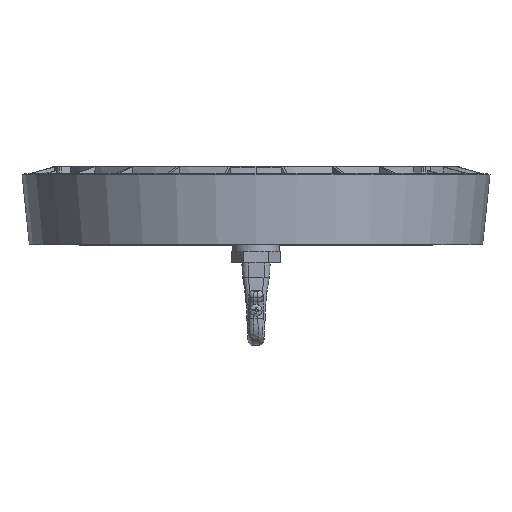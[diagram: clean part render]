
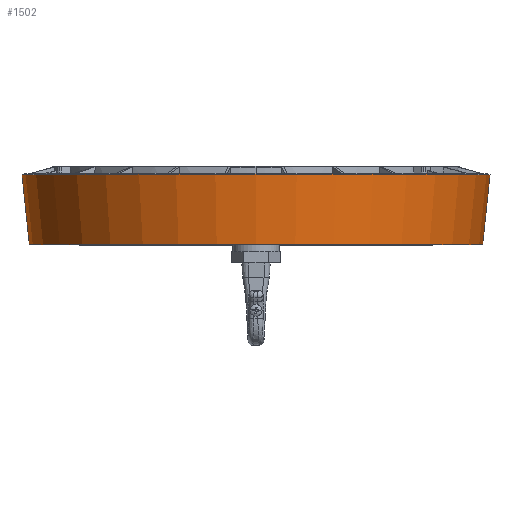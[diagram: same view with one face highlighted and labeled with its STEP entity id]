
A CAD part, top view. The second image highlights one B-rep face of the part: STEP entity #1502.
In plain terms, the highlighted conical face has half-angle 6 degrees and reference radius 150.562 mm.
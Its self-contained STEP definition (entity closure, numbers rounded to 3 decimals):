
#16 = AXIS2_PLACEMENT_3D ( 'NONE', #15053, #13720, #4712 ) ;
#319 = DIRECTION ( 'NONE',  ( 0., 0., 1. ) ) ;
#943 = CARTESIAN_POINT ( 'NONE',  ( -150.562, 0., -57.671 ) ) ;
#1007 = ORIENTED_EDGE ( 'NONE', *, *, #3264, .F. ) ;
#1129 = FACE_BOUND ( 'NONE', #12568, .T. ) ;
#1484 = CONICAL_SURFACE ( 'NONE', #12759, 150.562, 0.105 ) ;
#1502 = ADVANCED_FACE ( 'NONE', ( #2292, #1129 ), #1484, .T. ) ;
#1851 = CARTESIAN_POINT ( 'NONE',  ( 0., 0., -57.671 ) ) ;
#2292 = FACE_OUTER_BOUND ( 'NONE', #5333, .T. ) ;
#2378 = CIRCLE ( 'NONE', #13049, 150.562 ) ;
#2909 = ORIENTED_EDGE ( 'NONE', *, *, #5586, .T. ) ;
#3264 = EDGE_CURVE ( 'NONE', #14021, #14021, #2378, .T. ) ;
#4712 = DIRECTION ( 'NONE',  ( -1., 0., 0. ) ) ;
#5333 = EDGE_LOOP ( 'NONE', ( #2909 ) ) ;
#5586 = EDGE_CURVE ( 'NONE', #7021, #7021, #7918, .T. ) ;
#7021 = VERTEX_POINT ( 'NONE', #11145 ) ;
#7533 = DIRECTION ( 'NONE',  ( -1., 0., 0. ) ) ;
#7918 = CIRCLE ( 'NONE', #16, 155.455 ) ;
#9908 = DIRECTION ( 'NONE',  ( 1., 0., 0. ) ) ;
#11145 = CARTESIAN_POINT ( 'NONE',  ( -155.455, 0., -104.229 ) ) ;
#12568 = EDGE_LOOP ( 'NONE', ( #1007 ) ) ;
#12759 = AXIS2_PLACEMENT_3D ( 'NONE', #12790, #18590, #9908 ) ;
#12790 = CARTESIAN_POINT ( 'NONE',  ( 0., 0., -57.671 ) ) ;
#13049 = AXIS2_PLACEMENT_3D ( 'NONE', #1851, #319, #7533 ) ;
#13720 = DIRECTION ( 'NONE',  ( 0., 0., 1. ) ) ;
#14021 = VERTEX_POINT ( 'NONE', #943 ) ;
#15053 = CARTESIAN_POINT ( 'NONE',  ( 0., 0., -104.229 ) ) ;
#18590 = DIRECTION ( 'NONE',  ( 0., 0., -1. ) ) ;
